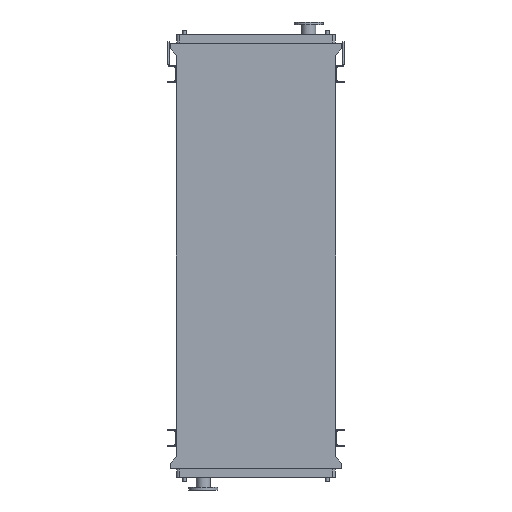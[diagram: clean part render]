
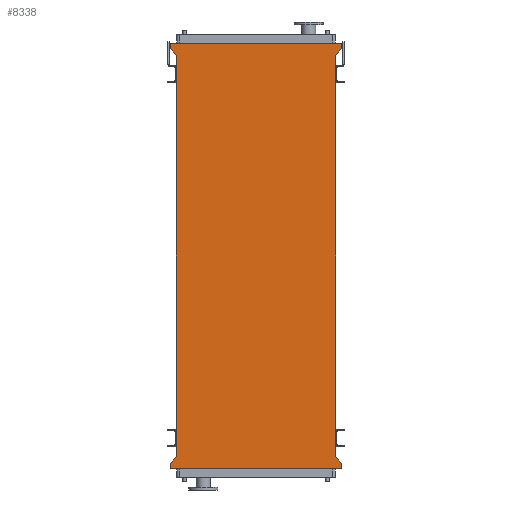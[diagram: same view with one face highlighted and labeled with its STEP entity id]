
A CAD part, front view. The second image highlights one B-rep face of the part: STEP entity #8338.
In plain terms, the highlighted planar face has unit normal (0, -1, 0).
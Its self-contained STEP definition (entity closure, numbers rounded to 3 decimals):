
#703 = VECTOR ( 'NONE', #13503, 1000. ) ;
#920 = LINE ( 'NONE', #12532, #14879 ) ;
#2097 = VECTOR ( 'NONE', #14270, 1000. ) ;
#2870 = AXIS2_PLACEMENT_3D ( 'NONE', #6317, #5536, #5508 ) ;
#3235 = LINE ( 'NONE', #13232, #6620 ) ;
#3436 = VERTEX_POINT ( 'NONE', #9506 ) ;
#3571 = CARTESIAN_POINT ( 'NONE',  ( -651., 0., -3145. ) ) ;
#3724 = LINE ( 'NONE', #13436, #703 ) ;
#4410 = VECTOR ( 'NONE', #12367, 1000. ) ;
#4442 = CARTESIAN_POINT ( 'NONE',  ( -651., 0., 95. ) ) ;
#4875 = VECTOR ( 'NONE', #12455, 1000. ) ;
#5054 = VERTEX_POINT ( 'NONE', #16762 ) ;
#5444 = VERTEX_POINT ( 'NONE', #17018 ) ;
#5508 = DIRECTION ( 'NONE',  ( 0., 0., -1. ) ) ;
#5536 = DIRECTION ( 'NONE',  ( 0., -1., 0. ) ) ;
#5558 = PLANE ( 'NONE',  #2870 ) ;
#5619 = CARTESIAN_POINT ( 'NONE',  ( -605., 0., -3050. ) ) ;
#5701 = DIRECTION ( 'NONE',  ( 0., 0., 1. ) ) ;
#5731 = CARTESIAN_POINT ( 'NONE',  ( -651., 0., 53. ) ) ;
#5741 = LINE ( 'NONE', #12436, #4875 ) ;
#6317 = CARTESIAN_POINT ( 'NONE',  ( -605., 0., -3050. ) ) ;
#6428 = CARTESIAN_POINT ( 'NONE',  ( 605., 0., 0. ) ) ;
#6430 = FACE_OUTER_BOUND ( 'NONE', #10284, .T. ) ;
#6620 = VECTOR ( 'NONE', #13252, 1000. ) ;
#7498 = LINE ( 'NONE', #13429, #10709 ) ;
#7561 = VERTEX_POINT ( 'NONE', #6428 ) ;
#7638 = VERTEX_POINT ( 'NONE', #15322 ) ;
#7660 = EDGE_CURVE ( 'NONE', #11728, #5054, #13427, .T. ) ;
#7952 = VECTOR ( 'NONE', #13574, 1000. ) ;
#8311 = EDGE_CURVE ( 'NONE', #7638, #12357, #13786, .T. ) ;
#8338 = ADVANCED_FACE ( 'NONE', ( #6430 ), #5558, .T. ) ;
#8620 = LINE ( 'NONE', #12385, #4410 ) ;
#8847 = EDGE_CURVE ( 'NONE', #15730, #7561, #9713, .T. ) ;
#8934 = EDGE_CURVE ( 'NONE', #16312, #7561, #11468, .T. ) ;
#8963 = EDGE_CURVE ( 'NONE', #5054, #16312, #3724, .T. ) ;
#8970 = EDGE_CURVE ( 'NONE', #12539, #11728, #7498, .T. ) ;
#8991 = EDGE_CURVE ( 'NONE', #12357, #12539, #3235, .T. ) ;
#9024 = EDGE_CURVE ( 'NONE', #16872, #7638, #12844, .T. ) ;
#9072 = EDGE_CURVE ( 'NONE', #14971, #16872, #15572, .T. ) ;
#9120 = EDGE_CURVE ( 'NONE', #5444, #14971, #920, .T. ) ;
#9145 = EDGE_CURVE ( 'NONE', #3436, #5444, #5741, .T. ) ;
#9172 = EDGE_CURVE ( 'NONE', #15730, #3436, #8620, .T. ) ;
#9506 = CARTESIAN_POINT ( 'NONE',  ( 651., 0., -3103. ) ) ;
#9713 = LINE ( 'NONE', #14293, #2097 ) ;
#9901 = VECTOR ( 'NONE', #12899, 1000. ) ;
#10142 = VECTOR ( 'NONE', #5701, 1000. ) ;
#10284 = EDGE_LOOP ( 'NONE', ( #13996, #14029, #14397, #14444, #14472, #14573, #14758, #14774, #14914, #14940, #14986, #15055 ) ) ;
#10301 = CARTESIAN_POINT ( 'NONE',  ( 651., 0., 53. ) ) ;
#10559 = VECTOR ( 'NONE', #14851, 1000. ) ;
#10709 = VECTOR ( 'NONE', #13372, 1000. ) ;
#11468 = LINE ( 'NONE', #13589, #7952 ) ;
#11728 = VERTEX_POINT ( 'NONE', #4442 ) ;
#11828 = CARTESIAN_POINT ( 'NONE',  ( -651., 0., -3103. ) ) ;
#12357 = VERTEX_POINT ( 'NONE', #16661 ) ;
#12367 = DIRECTION ( 'NONE',  ( 0.655, 0., -0.755 ) ) ;
#12385 = CARTESIAN_POINT ( 'NONE',  ( 605., 0., -3050. ) ) ;
#12436 = CARTESIAN_POINT ( 'NONE',  ( 651., 0., -3103. ) ) ;
#12455 = DIRECTION ( 'NONE',  ( 0., 0., -1. ) ) ;
#12532 = CARTESIAN_POINT ( 'NONE',  ( 651., 0., -3145. ) ) ;
#12539 = VERTEX_POINT ( 'NONE', #5731 ) ;
#12560 = DIRECTION ( 'NONE',  ( -1., 0., 0. ) ) ;
#12666 = DIRECTION ( 'NONE',  ( 0., 0., 1. ) ) ;
#12706 = CARTESIAN_POINT ( 'NONE',  ( -651., 0., -3145. ) ) ;
#12844 = LINE ( 'NONE', #12876, #9901 ) ;
#12876 = CARTESIAN_POINT ( 'NONE',  ( -651., 0., -3103. ) ) ;
#12899 = DIRECTION ( 'NONE',  ( 0.655, 0., 0.755 ) ) ;
#13216 = VECTOR ( 'NONE', #12666, 1000. ) ;
#13232 = CARTESIAN_POINT ( 'NONE',  ( -605., 0., 0. ) ) ;
#13252 = DIRECTION ( 'NONE',  ( -0.655, 0., 0.755 ) ) ;
#13372 = DIRECTION ( 'NONE',  ( 0., 0., 1. ) ) ;
#13427 = LINE ( 'NONE', #15091, #10559 ) ;
#13429 = CARTESIAN_POINT ( 'NONE',  ( -651., 0., 53. ) ) ;
#13436 = CARTESIAN_POINT ( 'NONE',  ( 651., 0., 95. ) ) ;
#13503 = DIRECTION ( 'NONE',  ( 0., 0., -1. ) ) ;
#13574 = DIRECTION ( 'NONE',  ( -0.655, 0., -0.755 ) ) ;
#13589 = CARTESIAN_POINT ( 'NONE',  ( 651., 0., 53. ) ) ;
#13786 = LINE ( 'NONE', #5619, #10142 ) ;
#13864 = CARTESIAN_POINT ( 'NONE',  ( 605., 0., -3050. ) ) ;
#13996 = ORIENTED_EDGE ( 'NONE', *, *, #8847, .T. ) ;
#14029 = ORIENTED_EDGE ( 'NONE', *, *, #8934, .F. ) ;
#14270 = DIRECTION ( 'NONE',  ( 0., 0., 1. ) ) ;
#14293 = CARTESIAN_POINT ( 'NONE',  ( 605., 0., -3050. ) ) ;
#14397 = ORIENTED_EDGE ( 'NONE', *, *, #8963, .F. ) ;
#14444 = ORIENTED_EDGE ( 'NONE', *, *, #7660, .F. ) ;
#14472 = ORIENTED_EDGE ( 'NONE', *, *, #8970, .F. ) ;
#14573 = ORIENTED_EDGE ( 'NONE', *, *, #8991, .F. ) ;
#14758 = ORIENTED_EDGE ( 'NONE', *, *, #8311, .F. ) ;
#14774 = ORIENTED_EDGE ( 'NONE', *, *, #9024, .F. ) ;
#14851 = DIRECTION ( 'NONE',  ( 1., 0., 0. ) ) ;
#14879 = VECTOR ( 'NONE', #12560, 1000. ) ;
#14914 = ORIENTED_EDGE ( 'NONE', *, *, #9072, .F. ) ;
#14940 = ORIENTED_EDGE ( 'NONE', *, *, #9120, .F. ) ;
#14971 = VERTEX_POINT ( 'NONE', #3571 ) ;
#14986 = ORIENTED_EDGE ( 'NONE', *, *, #9145, .F. ) ;
#15055 = ORIENTED_EDGE ( 'NONE', *, *, #9172, .F. ) ;
#15091 = CARTESIAN_POINT ( 'NONE',  ( -651., 0., 95. ) ) ;
#15322 = CARTESIAN_POINT ( 'NONE',  ( -605., 0., -3050. ) ) ;
#15572 = LINE ( 'NONE', #12706, #13216 ) ;
#15730 = VERTEX_POINT ( 'NONE', #13864 ) ;
#16312 = VERTEX_POINT ( 'NONE', #10301 ) ;
#16661 = CARTESIAN_POINT ( 'NONE',  ( -605., 0., 0. ) ) ;
#16762 = CARTESIAN_POINT ( 'NONE',  ( 651., 0., 95. ) ) ;
#16872 = VERTEX_POINT ( 'NONE', #11828 ) ;
#17018 = CARTESIAN_POINT ( 'NONE',  ( 651., 0., -3145. ) ) ;
